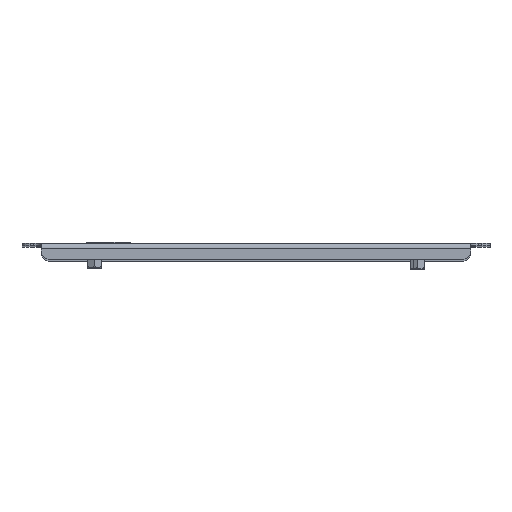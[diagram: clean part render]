
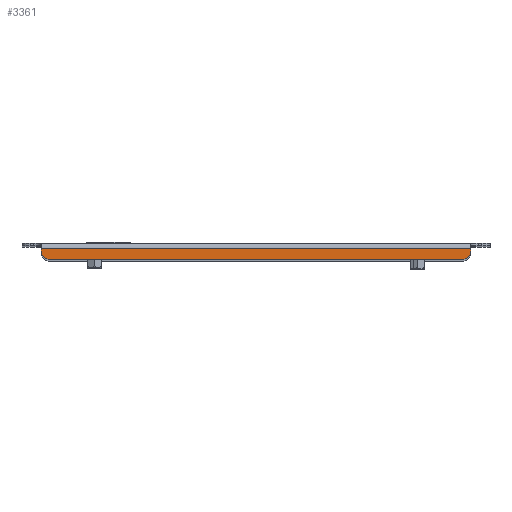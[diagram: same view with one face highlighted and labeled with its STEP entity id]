
A CAD part, top view. The second image highlights one B-rep face of the part: STEP entity #3361.
In plain terms, the highlighted planar face has unit normal (0, 0, 1).
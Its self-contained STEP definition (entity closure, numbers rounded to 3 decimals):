
#37 = ORIENTED_EDGE ( 'NONE', *, *, #4028, .T. ) ;
#113 = FACE_OUTER_BOUND ( 'NONE', #838, .T. ) ;
#196 = DIRECTION ( 'NONE',  ( 0., -1., 0. ) ) ;
#206 = PLANE ( 'NONE',  #3799 ) ;
#222 = CARTESIAN_POINT ( 'NONE',  ( 133., -5., 345. ) ) ;
#292 = VERTEX_POINT ( 'NONE', #426 ) ;
#361 = DIRECTION ( 'NONE',  ( 0., 1., 0. ) ) ;
#364 = CARTESIAN_POINT ( 'NONE',  ( -133., -3.5, 345. ) ) ;
#426 = CARTESIAN_POINT ( 'NONE',  ( -128., -10., 345. ) ) ;
#469 = CARTESIAN_POINT ( 'NONE',  ( 128., -5., 345. ) ) ;
#775 = DIRECTION ( 'NONE',  ( 0., -1., 0. ) ) ;
#824 = LINE ( 'NONE', #6370, #3735 ) ;
#838 = EDGE_LOOP ( 'NONE', ( #8510, #3204, #37, #1386, #5294, #7146 ) ) ;
#929 = DIRECTION ( 'NONE',  ( 0., 0., 1. ) ) ;
#1029 = CIRCLE ( 'NONE', #5915, 5. ) ;
#1122 = EDGE_CURVE ( 'NONE', #7328, #7790, #824, .T. ) ;
#1386 = ORIENTED_EDGE ( 'NONE', *, *, #3922, .T. ) ;
#1389 = EDGE_CURVE ( 'NONE', #1844, #292, #7462, .T. ) ;
#1844 = VERTEX_POINT ( 'NONE', #5635 ) ;
#2235 = CARTESIAN_POINT ( 'NONE',  ( 0., 341.978, 345. ) ) ;
#2297 = CARTESIAN_POINT ( 'NONE',  ( 0., -3.5, 345. ) ) ;
#3140 = CARTESIAN_POINT ( 'NONE',  ( 128., -10., 345. ) ) ;
#3204 = ORIENTED_EDGE ( 'NONE', *, *, #1389, .T. ) ;
#3361 = ADVANCED_FACE ( 'NONE', ( #113 ), #206, .T. ) ;
#3551 = EDGE_CURVE ( 'NONE', #1844, #7989, #3682, .T. ) ;
#3682 = LINE ( 'NONE', #5274, #8187 ) ;
#3735 = VECTOR ( 'NONE', #196, 1000. ) ;
#3799 = AXIS2_PLACEMENT_3D ( 'NONE', #2235, #929, #7759 ) ;
#3922 = EDGE_CURVE ( 'NONE', #7266, #7790, #1029, .T. ) ;
#4028 = EDGE_CURVE ( 'NONE', #292, #7266, #6156, .T. ) ;
#5105 = DIRECTION ( 'NONE',  ( -1., 0., 0. ) ) ;
#5274 = CARTESIAN_POINT ( 'NONE',  ( -133., 23.978, 345. ) ) ;
#5291 = DIRECTION ( 'NONE',  ( 0., -1., 0. ) ) ;
#5294 = ORIENTED_EDGE ( 'NONE', *, *, #1122, .F. ) ;
#5635 = CARTESIAN_POINT ( 'NONE',  ( -133., -5., 345. ) ) ;
#5915 = AXIS2_PLACEMENT_3D ( 'NONE', #469, #8732, #5291 ) ;
#6156 = LINE ( 'NONE', #7577, #8768 ) ;
#6206 = CARTESIAN_POINT ( 'NONE',  ( 133., -3.5, 345. ) ) ;
#6370 = CARTESIAN_POINT ( 'NONE',  ( 133., 23.978, 345. ) ) ;
#6767 = CARTESIAN_POINT ( 'NONE',  ( -128., -5., 345. ) ) ;
#7146 = ORIENTED_EDGE ( 'NONE', *, *, #7845, .T. ) ;
#7266 = VERTEX_POINT ( 'NONE', #3140 ) ;
#7328 = VERTEX_POINT ( 'NONE', #6206 ) ;
#7462 = CIRCLE ( 'NONE', #7737, 5. ) ;
#7577 = CARTESIAN_POINT ( 'NONE',  ( 145., -10., 345. ) ) ;
#7737 = AXIS2_PLACEMENT_3D ( 'NONE', #6767, #8857, #775 ) ;
#7759 = DIRECTION ( 'NONE',  ( 0., -1., 0. ) ) ;
#7790 = VERTEX_POINT ( 'NONE', #222 ) ;
#7845 = EDGE_CURVE ( 'NONE', #7328, #7989, #8455, .T. ) ;
#7989 = VERTEX_POINT ( 'NONE', #364 ) ;
#8187 = VECTOR ( 'NONE', #361, 1000. ) ;
#8455 = LINE ( 'NONE', #2297, #8665 ) ;
#8510 = ORIENTED_EDGE ( 'NONE', *, *, #3551, .F. ) ;
#8665 = VECTOR ( 'NONE', #5105, 1000. ) ;
#8732 = DIRECTION ( 'NONE',  ( 0., 0., 1. ) ) ;
#8768 = VECTOR ( 'NONE', #8862, 1000. ) ;
#8857 = DIRECTION ( 'NONE',  ( 0., 0., 1. ) ) ;
#8862 = DIRECTION ( 'NONE',  ( 1., 0., 0. ) ) ;
